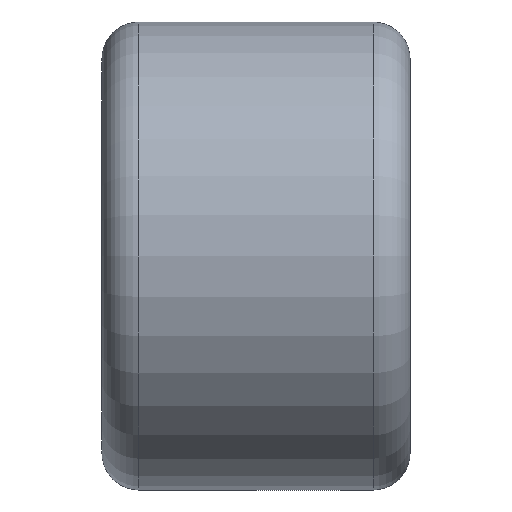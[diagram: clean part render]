
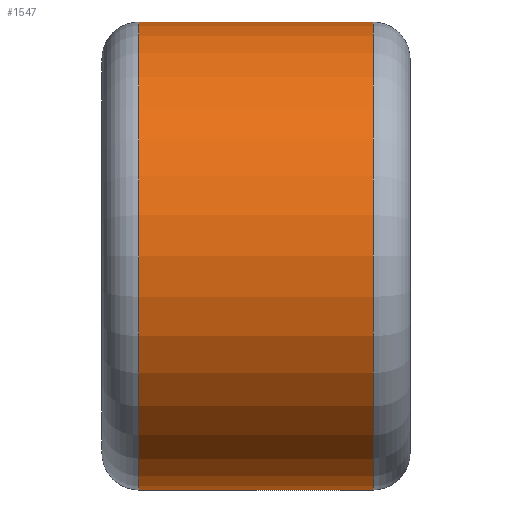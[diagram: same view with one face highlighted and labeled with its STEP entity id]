
A CAD part, front view. The second image highlights one B-rep face of the part: STEP entity #1547.
In plain terms, the highlighted cylindrical face has radius 41 mm (diameter 82 mm), a partial arc.
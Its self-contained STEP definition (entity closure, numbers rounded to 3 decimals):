
#106 = CIRCLE ( 'NONE', #2746, 41. ) ;
#133 = DIRECTION ( 'NONE',  ( 0., 0., -1. ) ) ;
#140 = CARTESIAN_POINT ( 'NONE',  ( -57.637, 0., 291.987 ) ) ;
#215 = VERTEX_POINT ( 'NONE', #4155 ) ;
#514 = ORIENTED_EDGE ( 'NONE', *, *, #1902, .T. ) ;
#571 = CIRCLE ( 'NONE', #3211, 41. ) ;
#619 = ORIENTED_EDGE ( 'NONE', *, *, #4335, .T. ) ;
#769 = LINE ( 'NONE', #3072, #2852 ) ;
#1044 = CARTESIAN_POINT ( 'NONE',  ( 20.5, 0., 250.987 ) ) ;
#1484 = CARTESIAN_POINT ( 'NONE',  ( -20.5, 0., 291.987 ) ) ;
#1547 = ADVANCED_FACE ( 'NONE', ( #3395 ), #2264, .T. ) ;
#1563 = DIRECTION ( 'NONE',  ( -1., 0., 0. ) ) ;
#1632 = DIRECTION ( 'NONE',  ( -1., 0., 0. ) ) ;
#1730 = EDGE_CURVE ( 'NONE', #4548, #2184, #4107, .T. ) ;
#1866 = CARTESIAN_POINT ( 'NONE',  ( 20.5, 0., 332.987 ) ) ;
#1902 = EDGE_CURVE ( 'NONE', #4195, #215, #769, .T. ) ;
#1956 = CARTESIAN_POINT ( 'NONE',  ( 20.5, 0., 291.987 ) ) ;
#2184 = VERTEX_POINT ( 'NONE', #3353 ) ;
#2245 = DIRECTION ( 'NONE',  ( 0., 0., 1. ) ) ;
#2264 = CYLINDRICAL_SURFACE ( 'NONE', #3909, 41. ) ;
#2277 = DIRECTION ( 'NONE',  ( -1., 0., 0. ) ) ;
#2746 = AXIS2_PLACEMENT_3D ( 'NONE', #1956, #4101, #2245 ) ;
#2852 = VECTOR ( 'NONE', #1632, 1000. ) ;
#3072 = CARTESIAN_POINT ( 'NONE',  ( -57.637, 0., 332.987 ) ) ;
#3211 = AXIS2_PLACEMENT_3D ( 'NONE', #1484, #4395, #133 ) ;
#3275 = ORIENTED_EDGE ( 'NONE', *, *, #4569, .T. ) ;
#3353 = CARTESIAN_POINT ( 'NONE',  ( -20.5, 0., 250.987 ) ) ;
#3395 = FACE_OUTER_BOUND ( 'NONE', #4353, .T. ) ;
#3759 = CARTESIAN_POINT ( 'NONE',  ( -57.637, 0., 250.987 ) ) ;
#3835 = VECTOR ( 'NONE', #2277, 1000. ) ;
#3909 = AXIS2_PLACEMENT_3D ( 'NONE', #140, #1563, #4537 ) ;
#3978 = ORIENTED_EDGE ( 'NONE', *, *, #1730, .F. ) ;
#4101 = DIRECTION ( 'NONE',  ( -1., 0., 0. ) ) ;
#4107 = LINE ( 'NONE', #3759, #3835 ) ;
#4155 = CARTESIAN_POINT ( 'NONE',  ( -20.5, 0., 332.987 ) ) ;
#4195 = VERTEX_POINT ( 'NONE', #1866 ) ;
#4335 = EDGE_CURVE ( 'NONE', #4548, #4195, #106, .T. ) ;
#4353 = EDGE_LOOP ( 'NONE', ( #3978, #619, #514, #3275 ) ) ;
#4395 = DIRECTION ( 'NONE',  ( 1., 0., 0. ) ) ;
#4537 = DIRECTION ( 'NONE',  ( 0., 0., 1. ) ) ;
#4548 = VERTEX_POINT ( 'NONE', #1044 ) ;
#4569 = EDGE_CURVE ( 'NONE', #215, #2184, #571, .T. ) ;
